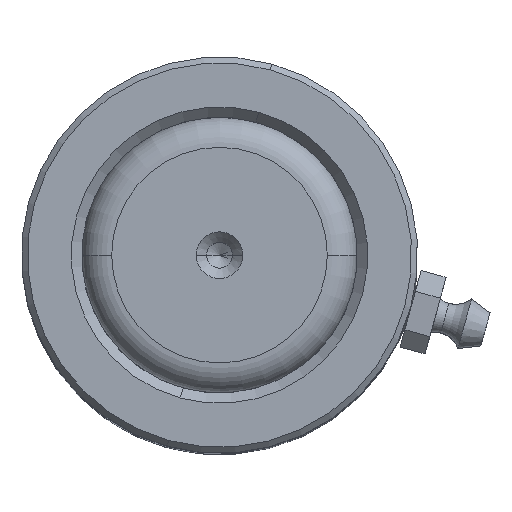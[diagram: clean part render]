
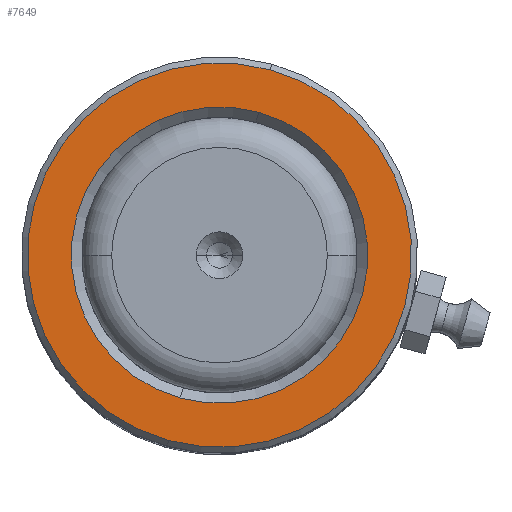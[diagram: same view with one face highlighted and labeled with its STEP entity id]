
A CAD part, top view. The second image highlights one B-rep face of the part: STEP entity #7649.
In plain terms, the highlighted planar face has unit normal (0, 0, 1).
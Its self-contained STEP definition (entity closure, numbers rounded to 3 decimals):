
#293 = PLANE ( 'NONE',  #582 ) ;
#518 = DIRECTION ( 'NONE',  ( 1., 0., 0. ) ) ;
#582 = AXIS2_PLACEMENT_3D ( 'NONE', #6523, #4394, #1483 ) ;
#752 = DIRECTION ( 'NONE',  ( 0., 0., -1. ) ) ;
#790 = VERTEX_POINT ( 'NONE', #3402 ) ;
#1094 = VERTEX_POINT ( 'NONE', #1557 ) ;
#1397 = DIRECTION ( 'NONE',  ( 1., 0., 0. ) ) ;
#1483 = DIRECTION ( 'NONE',  ( 1., 0., 0. ) ) ;
#1557 = CARTESIAN_POINT ( 'NONE',  ( -17.2, 0., 100. ) ) ;
#1722 = ORIENTED_EDGE ( 'NONE', *, *, #7551, .T. ) ;
#1949 = CARTESIAN_POINT ( 'NONE',  ( 0., 0., 100. ) ) ;
#2105 = VERTEX_POINT ( 'NONE', #4698 ) ;
#2412 = AXIS2_PLACEMENT_3D ( 'NONE', #1949, #8865, #518 ) ;
#2836 = ORIENTED_EDGE ( 'NONE', *, *, #3307, .T. ) ;
#2974 = VERTEX_POINT ( 'NONE', #6477 ) ;
#3193 = EDGE_CURVE ( 'NONE', #790, #2105, #4184, .T. ) ;
#3307 = EDGE_CURVE ( 'NONE', #2974, #1094, #3524, .T. ) ;
#3338 = ORIENTED_EDGE ( 'NONE', *, *, #3193, .T. ) ;
#3347 = AXIS2_PLACEMENT_3D ( 'NONE', #8436, #7119, #7768 ) ;
#3402 = CARTESIAN_POINT ( 'NONE',  ( 22.3, 0., 100. ) ) ;
#3524 = CIRCLE ( 'NONE', #3347, 17.2 ) ;
#3927 = FACE_OUTER_BOUND ( 'NONE', #6122, .T. ) ;
#4135 = CARTESIAN_POINT ( 'NONE',  ( 0., 0., 100. ) ) ;
#4179 = DIRECTION ( 'NONE',  ( 1., 0., 0. ) ) ;
#4184 = CIRCLE ( 'NONE', #2412, 22.3 ) ;
#4394 = DIRECTION ( 'NONE',  ( 0., 0., 1. ) ) ;
#4698 = CARTESIAN_POINT ( 'NONE',  ( -22.3, 0., 100. ) ) ;
#5594 = FACE_BOUND ( 'NONE', #5614, .T. ) ;
#5614 = EDGE_LOOP ( 'NONE', ( #2836, #1722 ) ) ;
#6122 = EDGE_LOOP ( 'NONE', ( #7067, #3338 ) ) ;
#6324 = DIRECTION ( 'NONE',  ( 0., 0., 1. ) ) ;
#6477 = CARTESIAN_POINT ( 'NONE',  ( 17.2, 0., 100. ) ) ;
#6523 = CARTESIAN_POINT ( 'NONE',  ( 0., 0., 100. ) ) ;
#6820 = AXIS2_PLACEMENT_3D ( 'NONE', #4135, #752, #1397 ) ;
#6999 = AXIS2_PLACEMENT_3D ( 'NONE', #7006, #6324, #4179 ) ;
#7006 = CARTESIAN_POINT ( 'NONE',  ( 0., 0., 100. ) ) ;
#7067 = ORIENTED_EDGE ( 'NONE', *, *, #9004, .T. ) ;
#7119 = DIRECTION ( 'NONE',  ( 0., 0., -1. ) ) ;
#7156 = CIRCLE ( 'NONE', #6999, 22.3 ) ;
#7465 = CIRCLE ( 'NONE', #6820, 17.2 ) ;
#7551 = EDGE_CURVE ( 'NONE', #1094, #2974, #7465, .T. ) ;
#7649 = ADVANCED_FACE ( 'NONE', ( #3927, #5594 ), #293, .T. ) ;
#7768 = DIRECTION ( 'NONE',  ( 1., 0., 0. ) ) ;
#8436 = CARTESIAN_POINT ( 'NONE',  ( 0., 0., 100. ) ) ;
#8865 = DIRECTION ( 'NONE',  ( 0., 0., 1. ) ) ;
#9004 = EDGE_CURVE ( 'NONE', #2105, #790, #7156, .T. ) ;
